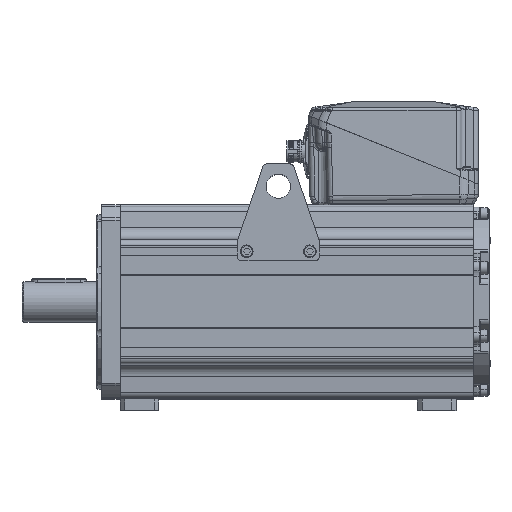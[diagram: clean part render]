
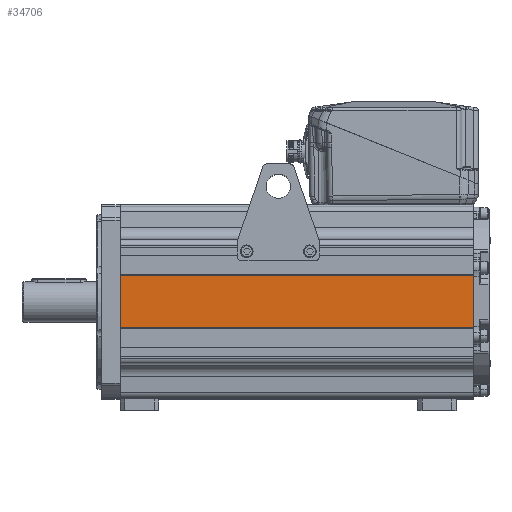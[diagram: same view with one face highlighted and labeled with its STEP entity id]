
A CAD part, top view. The second image highlights one B-rep face of the part: STEP entity #34706.
In plain terms, the highlighted planar face has unit normal (0, 0, 1).
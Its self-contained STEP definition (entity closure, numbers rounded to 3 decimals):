
#31653=DIRECTION('',(-1.,0.,0.));
#31654=VECTOR('',#31653,364.);
#31655=CARTESIAN_POINT('',(465.,27.,95.5));
#31656=LINE('',#31655,#31654);
#31661=DIRECTION('',(0.,1.,0.));
#31662=VECTOR('',#31661,54.);
#31663=CARTESIAN_POINT('',(101.,-27.,95.5));
#31664=LINE('',#31663,#31662);
#31665=DIRECTION('',(0.,-1.,0.));
#31666=VECTOR('',#31665,54.);
#31667=CARTESIAN_POINT('',(465.,27.,95.5));
#31668=LINE('',#31667,#31666);
#31669=DIRECTION('',(-1.,0.,0.));
#31670=VECTOR('',#31669,364.);
#31671=CARTESIAN_POINT('',(465.,-27.,95.5));
#31672=LINE('',#31671,#31670);
#31904=CARTESIAN_POINT('',(465.,-27.,95.5));
#31905=CARTESIAN_POINT('',(101.,-27.,95.5));
#31906=VERTEX_POINT('',#31904);
#31907=VERTEX_POINT('',#31905);
#32040=CARTESIAN_POINT('',(101.,27.,95.5));
#32041=VERTEX_POINT('',#32040);
#32042=CARTESIAN_POINT('',(465.,27.,95.5));
#32043=VERTEX_POINT('',#32042);
#34693=CARTESIAN_POINT('',(465.,-27.,95.5));
#34694=DIRECTION('',(0.,0.,1.));
#34695=DIRECTION('',(0.,1.,0.));
#34696=AXIS2_PLACEMENT_3D('',#34693,#34694,#34695);
#34697=PLANE('',#34696);
#34699=ORIENTED_EDGE('',*,*,#34698,.T.);
#34700=ORIENTED_EDGE('',*,*,#34686,.F.);
#34701=ORIENTED_EDGE('',*,*,#32565,.T.);
#34703=ORIENTED_EDGE('',*,*,#34702,.T.);
#34704=EDGE_LOOP('',(#34699,#34700,#34701,#34703));
#34705=FACE_OUTER_BOUND('',#34704,.F.);
#34706=ADVANCED_FACE('',(#34705),#34697,.T.);
#32565=EDGE_CURVE('',#32043,#31906,#31668,.T.);
#34686=EDGE_CURVE('',#32043,#32041,#31656,.T.);
#34698=EDGE_CURVE('',#31907,#32041,#31664,.T.);
#34702=EDGE_CURVE('',#31906,#31907,#31672,.T.);
